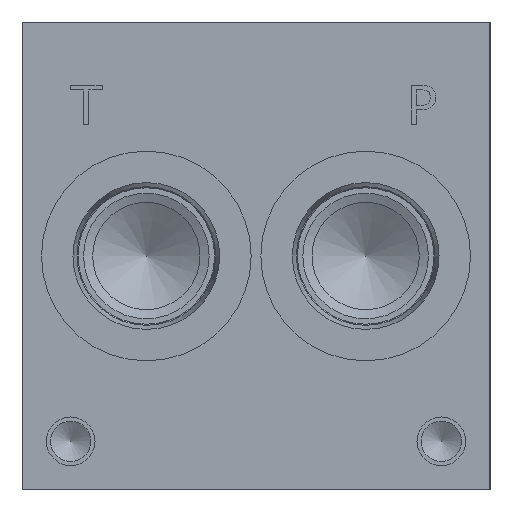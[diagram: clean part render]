
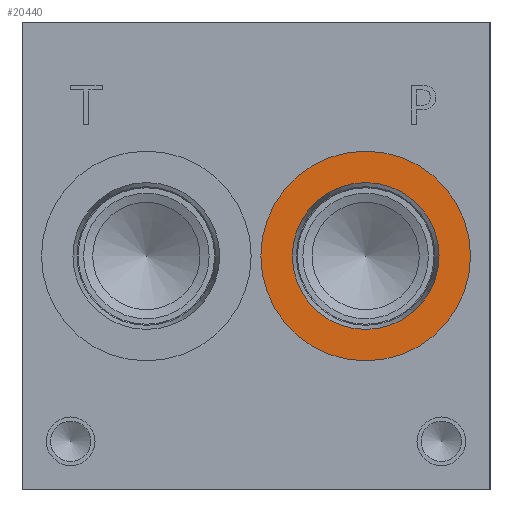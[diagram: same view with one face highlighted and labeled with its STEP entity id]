
A CAD part, left-side view. The second image highlights one B-rep face of the part: STEP entity #20440.
In plain terms, the highlighted planar face has unit normal (-1, 0, 0).
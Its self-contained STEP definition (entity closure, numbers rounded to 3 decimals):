
#708=CIRCLE('',#21670,17.069);
#709=CIRCLE('',#21671,17.069);
#710=CIRCLE('',#21673,11.951);
#711=CIRCLE('',#21674,11.951);
#1210=FACE_BOUND('',#3911,.T.);
#1789=PLANE('',#21672);
#2699=FACE_OUTER_BOUND('',#3910,.T.);
#3910=EDGE_LOOP('',(#17593,#17594));
#3911=EDGE_LOOP('',(#17595,#17596));
#9646=VERTEX_POINT('',#34803);
#9647=VERTEX_POINT('',#34805);
#9648=VERTEX_POINT('',#34809);
#9649=VERTEX_POINT('',#34810);
#12413=EDGE_CURVE('',#9646,#9647,#708,.T.);
#12414=EDGE_CURVE('',#9647,#9646,#709,.T.);
#12415=EDGE_CURVE('',#9648,#9649,#710,.T.);
#12416=EDGE_CURVE('',#9649,#9648,#711,.T.);
#17593=ORIENTED_EDGE('',*,*,#12414,.F.);
#17594=ORIENTED_EDGE('',*,*,#12413,.F.);
#17595=ORIENTED_EDGE('',*,*,#12415,.T.);
#17596=ORIENTED_EDGE('',*,*,#12416,.T.);
#20440=ADVANCED_FACE('',(#2699,#1210),#1789,.F.);
#21670=AXIS2_PLACEMENT_3D('',#34806,#25796,#25797);
#21671=AXIS2_PLACEMENT_3D('',#34807,#25798,#25799);
#21672=AXIS2_PLACEMENT_3D('',#34808,#25800,#25801);
#21673=AXIS2_PLACEMENT_3D('',#34811,#25802,#25803);
#21674=AXIS2_PLACEMENT_3D('',#34812,#25804,#25805);
#25796=DIRECTION('center_axis',(1.,0.,0.));
#25797=DIRECTION('ref_axis',(0.,0.,-1.));
#25798=DIRECTION('center_axis',(1.,0.,0.));
#25799=DIRECTION('ref_axis',(0.,0.,-1.));
#25800=DIRECTION('center_axis',(1.,0.,0.));
#25801=DIRECTION('ref_axis',(0.,0.,-1.));
#25802=DIRECTION('center_axis',(1.,0.,0.));
#25803=DIRECTION('ref_axis',(0.,0.,-1.));
#25804=DIRECTION('center_axis',(1.,0.,0.));
#25805=DIRECTION('ref_axis',(0.,0.,-1.));
#34803=CARTESIAN_POINT('',(0.787,20.244,21.031));
#34805=CARTESIAN_POINT('',(0.787,20.244,55.169));
#34806=CARTESIAN_POINT('Origin',(0.787,20.244,38.1));
#34807=CARTESIAN_POINT('Origin',(0.787,20.244,38.1));
#34808=CARTESIAN_POINT('Origin',(0.787,20.244,50.051));
#34809=CARTESIAN_POINT('',(0.787,20.244,50.051));
#34810=CARTESIAN_POINT('',(0.787,20.244,26.149));
#34811=CARTESIAN_POINT('Origin',(0.787,20.244,38.1));
#34812=CARTESIAN_POINT('Origin',(0.787,20.244,38.1));
